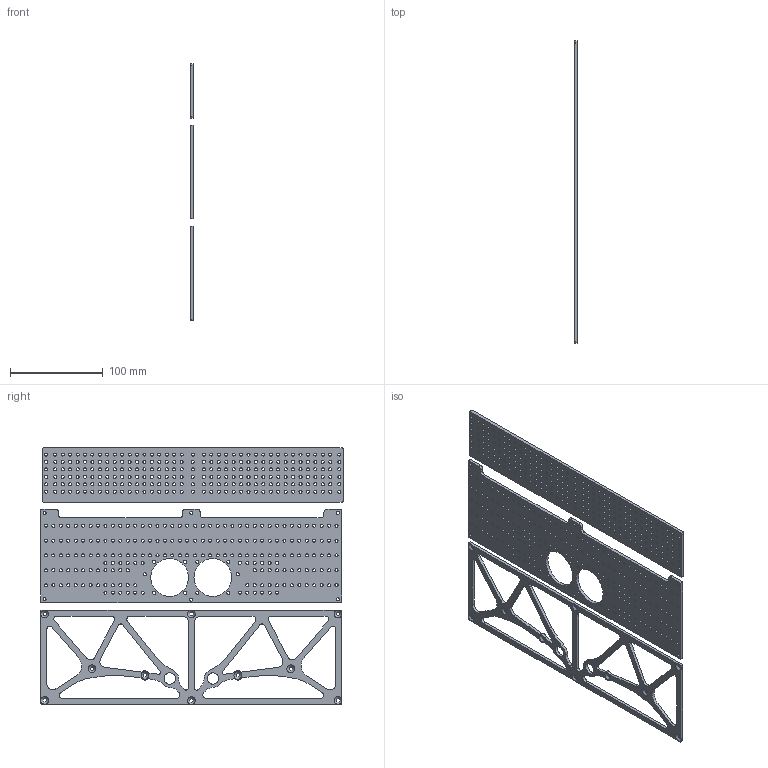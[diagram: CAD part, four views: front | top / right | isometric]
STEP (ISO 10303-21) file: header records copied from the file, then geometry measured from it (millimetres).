
FILE_DESCRIPTION(/* description */ (''),/* implementation_level */ '2;1');
FILE_NAME(/* name */ 'plate 1 v2.step',/* time_stamp */ '2022-09-29T13:45:11-07:00',/* author */ (''),/* organization */ (''),/* preprocessor_version */ 'ST-DEVELOPER v19',/* originating_system */ 'Autodesk Translation Framework v11.7.0.108',/* authorisation */ '');
FILE_SCHEMA (('AUTOMOTIVE_DESIGN { 1 0 10303 214 3 1 1 }'));
Length unit declared in the file: millimetre
Products named in the file (4): plate 1; left outside fender; left top fender; left inside fender
Assembly tree (3 placements, depth 2):
  plate 1
    left outside fender
    left top fender
    left inside fender
Bounding box: 3.17 x 325.47 x 275.82 mm (x, y, z)
Volume: 170884.1 mm3; surface area: 138614.1 mm2
Topology: 3 solids, 3 shells, 620 faces, 1860 edges, 1240 vertices
Faces by surface type: cylinder 542, plane 68, cone 10
Full cylindrical faces by diameter (mm): 3.3 x444, 3.988 x2, 4 x3, 4.125 x2, 4.25 x3, 8.3 x4, 12.3 x2, 40.64 x2
Entity records: 23828 total; most frequent: DIRECTION 4158, CARTESIAN_POINT 4097, ORIENTED_EDGE 3720, EDGE_CURVE 1860, AXIS2_PLACEMENT_3D 1705, EDGE_LOOP 1550, VERTEX_POINT 1240, CIRCLE 1078
